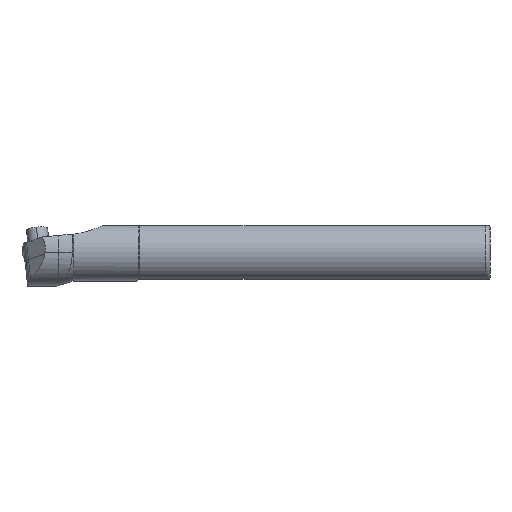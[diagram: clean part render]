
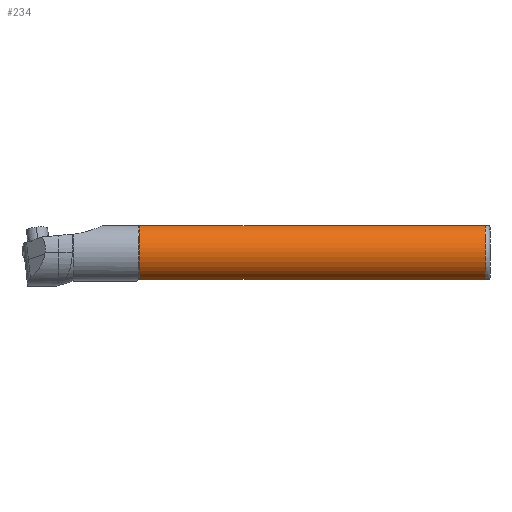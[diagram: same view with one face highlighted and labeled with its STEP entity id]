
A CAD part, front view. The second image highlights one B-rep face of the part: STEP entity #234.
In plain terms, the highlighted cylindrical face has radius 12.5 mm (diameter 25 mm), a partial arc.
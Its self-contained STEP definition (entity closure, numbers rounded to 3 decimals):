
#129=CYLINDRICAL_SURFACE('',#1485,12.5);
#182=CIRCLE('',#1480,12.5);
#183=CIRCLE('',#1482,12.5);
#234=ADVANCED_FACE('',(#346),#129,.T.);
#346=FACE_OUTER_BOUND('',#421,.T.);
#421=EDGE_LOOP('',(#634,#635,#636,#637));
#634=ORIENTED_EDGE('',*,*,#1116,.F.);
#635=ORIENTED_EDGE('',*,*,#1124,.F.);
#636=ORIENTED_EDGE('',*,*,#1128,.F.);
#637=ORIENTED_EDGE('',*,*,#1125,.T.);
#966=VERTEX_POINT('',#2480);
#967=VERTEX_POINT('',#2482);
#972=VERTEX_POINT('',#2515);
#973=VERTEX_POINT('',#2519);
#1116=EDGE_CURVE('',#966,#967,#1266,.T.);
#1124=EDGE_CURVE('',#972,#966,#182,.T.);
#1125=EDGE_CURVE('',#973,#967,#183,.T.);
#1128=EDGE_CURVE('',#973,#972,#1269,.T.);
#1266=LINE('',#2481,#1367);
#1269=LINE('',#2537,#1370);
#1367=VECTOR('',#1676,1.);
#1370=VECTOR('',#1697,1.);
#1480=AXIS2_PLACEMENT_3D('',#2516,#1687,#1688);
#1482=AXIS2_PLACEMENT_3D('',#2518,#1691,#1692);
#1485=AXIS2_PLACEMENT_3D('',#2538,#1698,#1699);
#1676=DIRECTION('',(1.,0.,0.));
#1687=DIRECTION('',(-1.,0.,0.));
#1688=DIRECTION('',(0.,0.,1.));
#1691=DIRECTION('',(-1.,0.,0.));
#1692=DIRECTION('',(0.,0.,1.));
#1697=DIRECTION('',(-1.,0.,0.));
#1698=DIRECTION('',(-1.,0.,0.));
#1699=DIRECTION('',(0.,0.,1.));
#2480=CARTESIAN_POINT('',(-117.517,-36.859,8.101));
#2481=CARTESIAN_POINT('',(-168.054,-36.859,8.101));
#2482=CARTESIAN_POINT('',(29.946,-36.859,8.101));
#2515=CARTESIAN_POINT('',(-117.517,-36.859,-14.899));
#2516=CARTESIAN_POINT('',(-117.517,-31.96,-3.399));
#2518=CARTESIAN_POINT('',(29.946,-31.96,-3.399));
#2519=CARTESIAN_POINT('',(29.946,-36.859,-14.899));
#2537=CARTESIAN_POINT('',(-168.054,-36.859,-14.899));
#2538=CARTESIAN_POINT('',(-168.054,-31.96,-3.399));
